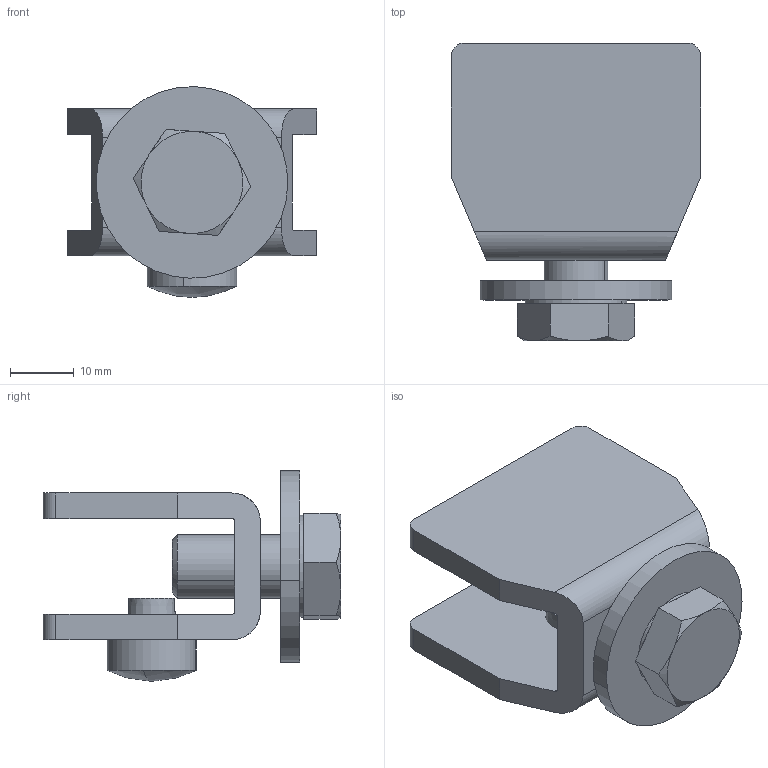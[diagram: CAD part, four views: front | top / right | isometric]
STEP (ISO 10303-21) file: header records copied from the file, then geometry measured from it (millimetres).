
FILE_DESCRIPTION (( 'STEP AP203' ), '1' );
FILE_NAME ('1.24.X04.STEP', '2019-05-28T06:09:03', ( '' ), ( '' ), 'SwSTEP 2.0', 'SolidWorks 2018', '' );
FILE_SCHEMA (( 'CONFIG_CONTROL_DESIGN' ));
Length unit declared in the file: millimetre
Products named in the file (1): 1.24.X04
Bounding box: 39 x 46.6 x 33 mm (x, y, z)
Volume: 17168.5 mm3; surface area: 10444 mm2
Topology: 4 solids, 4 shells, 71 faces, 164 edges, 103 vertices
Faces by surface type: plane 33, cylinder 24, cone 10, sphere 2, torus 2
Entity records: 2139 total; most frequent: CARTESIAN_POINT 435, DIRECTION 350, ORIENTED_EDGE 328, EDGE_CURVE 164, AXIS2_PLACEMENT_3D 134, VERTEX_POINT 103, LINE 82, VECTOR 82
